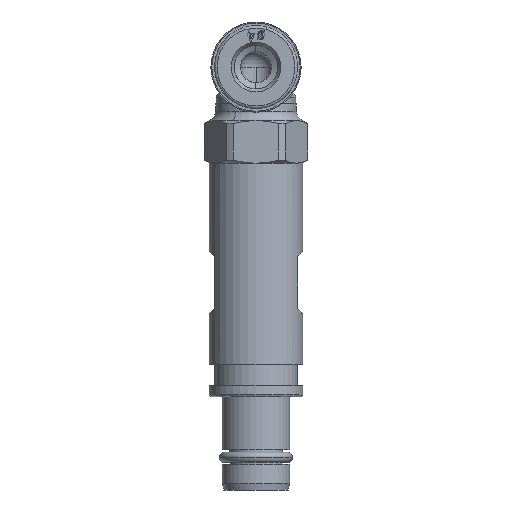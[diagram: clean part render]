
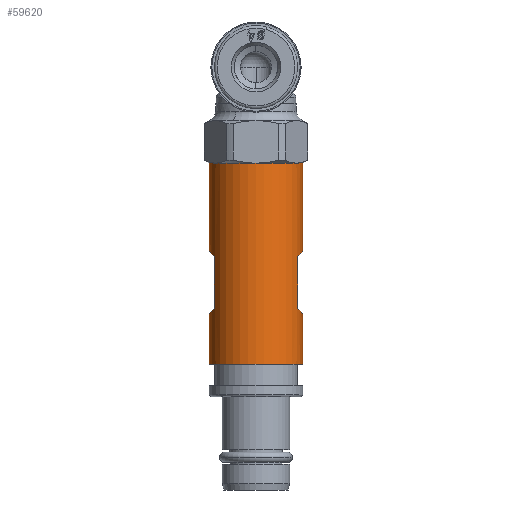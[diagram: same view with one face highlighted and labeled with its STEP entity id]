
A CAD part, left-side view. The second image highlights one B-rep face of the part: STEP entity #59620.
In plain terms, the highlighted cylindrical face has radius 4.5 mm (diameter 9 mm), a partial arc.
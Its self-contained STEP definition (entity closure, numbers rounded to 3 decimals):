
#1060=CARTESIAN_POINT('',(0.,0.,31.5));
#1070=DIRECTION('',(0.,0.,-1.));
#1080=DIRECTION('',(-0.866,0.5,0.));
#1090=AXIS2_PLACEMENT_3D('',#1060,#1070,#1080);
#1100=CIRCLE('',#1090,4.5);
#1110=CARTESIAN_POINT('',(4.5,0.,31.5));
#1120=VERTEX_POINT('',#1110);
#1170=CARTESIAN_POINT('',(4.5,0.,0.));
#1180=DIRECTION('',(0.,0.,-1.));
#1190=VECTOR('',#1180,1.);
#1200=LINE('',#1170,#1190);
#1210=CARTESIAN_POINT('',(4.5,0.,23.));
#1220=VERTEX_POINT('',#1210);
#1230=EDGE_CURVE('',#1120,#1220,#1200,.T.);
#1250=CARTESIAN_POINT('',(0.,0.,18.5));
#1260=DIRECTION('',(-0.707,0.,
0.707));
#1270=DIRECTION('',(0.707,0.,
0.707));
#1280=AXIS2_PLACEMENT_3D('',#1250,#1260,#1270);
#1290=ELLIPSE('',#1280,6.364,4.5);
#1420=CARTESIAN_POINT('',(0.,0.,
21.5));
#1430=DIRECTION('',(-0.707,0.,
-0.707));
#1440=DIRECTION('',(-0.707,0.,
0.707));
#1450=AXIS2_PLACEMENT_3D('',#1420,#1430,#1440);
#1460=ELLIPSE('',#1450,6.364,4.5);
#1470=CARTESIAN_POINT('',(4.5,0.,17.));
#1480=VERTEX_POINT('',#1470);
#1510=CARTESIAN_POINT('',(4.5,0.,12.1));
#1520=VERTEX_POINT('',#1510);
#1530=EDGE_CURVE('',#1480,#1520,#1200,.T.);
#1550=CARTESIAN_POINT('',(0.,0.,12.1));
#1560=DIRECTION('',(0.,0.,-1.));
#1570=DIRECTION('',(-1.,0.,0.));
#1580=AXIS2_PLACEMENT_3D('',#1550,#1560,#1570);
#1590=CIRCLE('',#1580,4.5);
#1600=CARTESIAN_POINT('',(-4.5,0.,12.1));
#1610=VERTEX_POINT('',#1600);
#1640=CARTESIAN_POINT('',(-4.5,0.,0.));
#1650=DIRECTION('',(0.,0.,-1.));
#1660=VECTOR('',#1650,1.);
#1670=LINE('',#1640,#1660);
#1680=CARTESIAN_POINT('',(-4.5,0.,17.));
#1690=VERTEX_POINT('',#1680);
#1700=EDGE_CURVE('',#1690,#1610,#1670,.T.);
#1720=CARTESIAN_POINT('',(0.,0.,21.5));
#1730=DIRECTION('',(0.707,0.,
-0.707));
#1740=DIRECTION('',(-0.707,0.,
-0.707));
#1750=AXIS2_PLACEMENT_3D('',#1720,#1730,#1740);
#1760=ELLIPSE('',#1750,6.364,4.5);
#1890=CARTESIAN_POINT('',(0.,0.,
18.5));
#1900=DIRECTION('',(0.707,0.,
0.707));
#1910=DIRECTION('',(0.707,0.,
-0.707));
#1920=AXIS2_PLACEMENT_3D('',#1890,#1900,#1910);
#1930=ELLIPSE('',#1920,6.364,4.5);
#1940=CARTESIAN_POINT('',(-4.5,0.,23.));
#1950=VERTEX_POINT('',#1940);
#1980=CARTESIAN_POINT('',(-4.5,0.,31.5));
#1990=VERTEX_POINT('',#1980);
#2000=EDGE_CURVE('',#1990,#1950,#1670,.T.);
#2310=CARTESIAN_POINT('',(-4.,2.062,22.5));
#2320=VERTEX_POINT('',#2310);
#2350=EDGE_CURVE('',#2320,#1950,#1930,.T.);
#3060=CARTESIAN_POINT('',(4.,2.062,
17.5));
#3070=VERTEX_POINT('',#3060);
#3150=CARTESIAN_POINT('',(4.,2.062,22.5));
#3160=VERTEX_POINT('',#3150);
#3190=CARTESIAN_POINT('',(4.,2.062,0.));
#3200=DIRECTION('',(0.,0.,-1.));
#3210=VECTOR('',#3200,1.);
#3220=LINE('',#3190,#3210);
#3230=EDGE_CURVE('',#3160,#3070,#3220,.T.);
#7460=EDGE_CURVE('',#1610,#1520,#1590,.T.);
#7650=EDGE_CURVE('',#3070,#1480,#1460,.T.);
#7870=CARTESIAN_POINT('',(-4.,2.062,17.5));
#7880=VERTEX_POINT('',#7870);
#7920=EDGE_CURVE('',#1690,#7880,#1760,.T.);
#9200=CARTESIAN_POINT('',(0.,4.5,
31.5));
#9210=VERTEX_POINT('',#9200);
#11520=CARTESIAN_POINT('',(-3.897,2.25,
31.5));
#11530=VERTEX_POINT('',#11520);
#15050=CARTESIAN_POINT('',(3.897,2.25,31.5));
#15060=VERTEX_POINT('',#15050);
#15070=EDGE_CURVE('',#15060,#1120,#1100,.T.);
#18050=EDGE_CURVE('',#9210,#15060,#1100,.T.);
#19310=EDGE_CURVE('',#1220,#3160,#1290,.T.);
#20660=EDGE_CURVE('',#1990,#11530,#1100,.T.);
#20890=CARTESIAN_POINT('',(-4.,2.062,0.));
#20900=DIRECTION('',(0.,0.,-1.));
#20910=VECTOR('',#20900,1.);
#20920=LINE('',#20890,#20910);
#20930=EDGE_CURVE('',#2320,#7880,#20920,.T.);
#21050=EDGE_CURVE('',#11530,#9210,#1100,.T.);
#59400=CARTESIAN_POINT('',(0.,0.,0.));
#59410=DIRECTION('',(0.,0.,-1.));
#59420=DIRECTION('',(-1.,0.,0.));
#59430=AXIS2_PLACEMENT_3D('',#59400,#59410,#59420);
#59440=CYLINDRICAL_SURFACE('',#59430,4.5);
#59450=ORIENTED_EDGE('',*,*,#19310,.T.);
#59460=ORIENTED_EDGE('',*,*,#1230,.T.);
#59470=ORIENTED_EDGE('',*,*,#15070,.T.);
#59480=ORIENTED_EDGE('',*,*,#18050,.T.);
#59490=ORIENTED_EDGE('',*,*,#21050,.T.);
#59500=ORIENTED_EDGE('',*,*,#20660,.T.);
#59510=ORIENTED_EDGE('',*,*,#2000,.F.);
#59520=ORIENTED_EDGE('',*,*,#2350,.T.);
#59530=ORIENTED_EDGE('',*,*,#20930,.F.);
#59540=ORIENTED_EDGE('',*,*,#7920,.T.);
#59550=ORIENTED_EDGE('',*,*,#1700,.F.);
#59560=ORIENTED_EDGE('',*,*,#7460,.F.);
#59570=ORIENTED_EDGE('',*,*,#1530,.T.);
#59580=ORIENTED_EDGE('',*,*,#7650,.T.);
#59590=ORIENTED_EDGE('',*,*,#3230,.T.);
#59600=EDGE_LOOP('',(#59590,#59580,#59570,#59560,#59550,#59540,#59530,
#59520,#59510,#59500,#59490,#59480,#59470,#59460,#59450));
#59610=FACE_OUTER_BOUND('',#59600,.T.);
#59620=ADVANCED_FACE('',(#59610),#59440,.T.);
